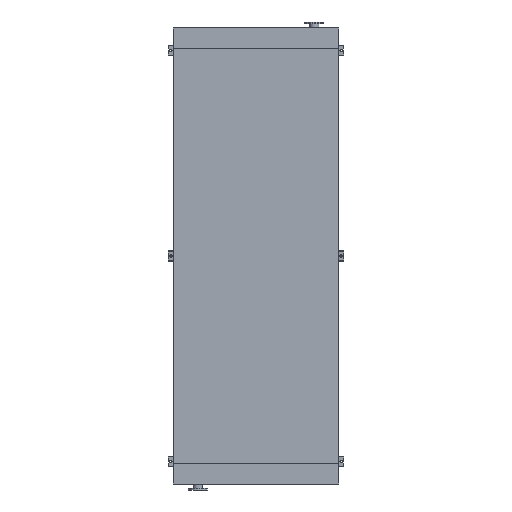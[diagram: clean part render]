
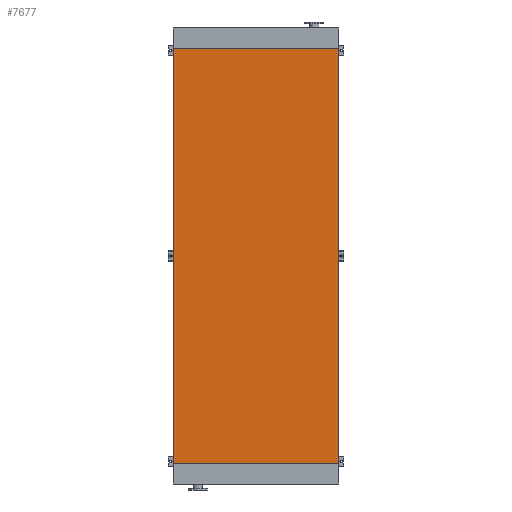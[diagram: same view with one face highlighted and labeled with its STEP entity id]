
A CAD part, front view. The second image highlights one B-rep face of the part: STEP entity #7677.
In plain terms, the highlighted planar face has unit normal (0, -1, 0).
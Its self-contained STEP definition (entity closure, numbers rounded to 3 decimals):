
#1830 = EDGE_CURVE ( 'NONE', #14938, #21531, #12084, .T. ) ;
#2206 = DIRECTION ( 'NONE',  ( 1., 0., 0. ) ) ;
#2268 = ORIENTED_EDGE ( 'NONE', *, *, #4971, .T. ) ;
#2317 = EDGE_CURVE ( 'NONE', #16402, #13093, #17558, .T. ) ;
#2371 = VECTOR ( 'NONE', #2206, 1000. ) ;
#3063 = DIRECTION ( 'NONE',  ( 0., 0., 1. ) ) ;
#3154 = CARTESIAN_POINT ( 'NONE',  ( 965., 0., -4850. ) ) ;
#3712 = LINE ( 'NONE', #3154, #18170 ) ;
#4041 = CARTESIAN_POINT ( 'NONE',  ( -965., 0., -4850. ) ) ;
#4971 = EDGE_CURVE ( 'NONE', #21531, #13093, #3712, .T. ) ;
#6957 = ORIENTED_EDGE ( 'NONE', *, *, #15786, .F. ) ;
#7677 = ADVANCED_FACE ( 'NONE', ( #22479 ), #21047, .T. ) ;
#9983 = DIRECTION ( 'NONE',  ( 1., 0., 0. ) ) ;
#10063 = CARTESIAN_POINT ( 'NONE',  ( -965., 0., 0. ) ) ;
#10932 = EDGE_LOOP ( 'NONE', ( #15970, #6957, #16480, #2268 ) ) ;
#11001 = DIRECTION ( 'NONE',  ( 0., 0., -1. ) ) ;
#11476 = DIRECTION ( 'NONE',  ( 0., 0., 1. ) ) ;
#12084 = LINE ( 'NONE', #4041, #2371 ) ;
#13093 = VERTEX_POINT ( 'NONE', #20399 ) ;
#13700 = VECTOR ( 'NONE', #9983, 1000. ) ;
#14789 = CARTESIAN_POINT ( 'NONE',  ( 965., 0., -4850. ) ) ;
#14938 = VERTEX_POINT ( 'NONE', #16645 ) ;
#15118 = LINE ( 'NONE', #23106, #18979 ) ;
#15786 = EDGE_CURVE ( 'NONE', #14938, #16402, #15118, .T. ) ;
#15970 = ORIENTED_EDGE ( 'NONE', *, *, #2317, .F. ) ;
#16070 = DIRECTION ( 'NONE',  ( 0., -1., 0. ) ) ;
#16402 = VERTEX_POINT ( 'NONE', #16404 ) ;
#16404 = CARTESIAN_POINT ( 'NONE',  ( -965., 0., 0. ) ) ;
#16480 = ORIENTED_EDGE ( 'NONE', *, *, #1830, .T. ) ;
#16645 = CARTESIAN_POINT ( 'NONE',  ( -965., 0., -4850. ) ) ;
#17558 = LINE ( 'NONE', #10063, #13700 ) ;
#18170 = VECTOR ( 'NONE', #3063, 1000. ) ;
#18979 = VECTOR ( 'NONE', #11476, 1000. ) ;
#19375 = CARTESIAN_POINT ( 'NONE',  ( -965., 0., -4850. ) ) ;
#20399 = CARTESIAN_POINT ( 'NONE',  ( 965., 0., 0. ) ) ;
#21047 = PLANE ( 'NONE',  #23282 ) ;
#21531 = VERTEX_POINT ( 'NONE', #14789 ) ;
#22479 = FACE_OUTER_BOUND ( 'NONE', #10932, .T. ) ;
#23106 = CARTESIAN_POINT ( 'NONE',  ( -965., 0., -4850. ) ) ;
#23282 = AXIS2_PLACEMENT_3D ( 'NONE', #19375, #16070, #11001 ) ;
